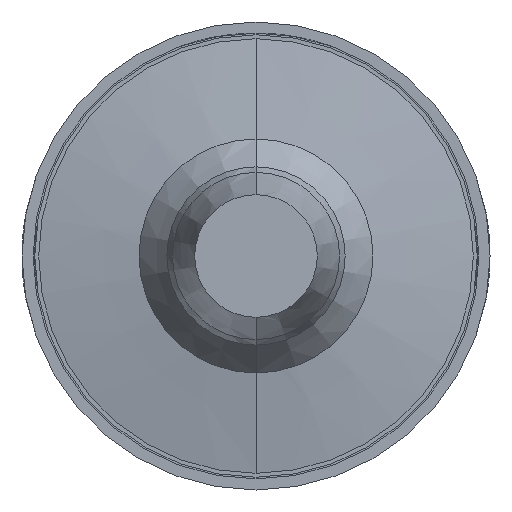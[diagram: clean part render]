
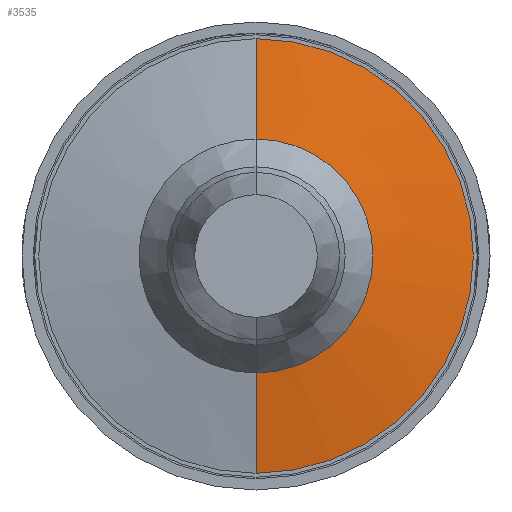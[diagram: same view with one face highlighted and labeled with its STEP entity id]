
A CAD part, front view. The second image highlights one B-rep face of the part: STEP entity #3535.
In plain terms, the highlighted conical face has half-angle 80.134 degrees and reference radius 0.8 mm.
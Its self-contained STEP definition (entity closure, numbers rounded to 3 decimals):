
#239 = DIRECTION ( 'NONE',  ( 0., 0., -1. ) ) ;
#273 = CARTESIAN_POINT ( 'NONE',  ( 0., -29.9, -0.8 ) ) ;
#360 = CARTESIAN_POINT ( 'NONE',  ( 0., -29.9, 0. ) ) ;
#418 = DIRECTION ( 'NONE',  ( 0., 0., -1. ) ) ;
#420 = DIRECTION ( 'NONE',  ( 0., 1., 0. ) ) ;
#888 = CARTESIAN_POINT ( 'NONE',  ( 0., -29.9, -0.8 ) ) ;
#902 = AXIS2_PLACEMENT_3D ( 'NONE', #2346, #2706, #239 ) ;
#1052 = ORIENTED_EDGE ( 'NONE', *, *, #4109, .T. ) ;
#1192 = EDGE_CURVE ( 'NONE', #1938, #2216, #3364, .T. ) ;
#1332 = ORIENTED_EDGE ( 'NONE', *, *, #1192, .F. ) ;
#1366 = VECTOR ( 'NONE', #3039, 1000. ) ;
#1429 = LINE ( 'NONE', #888, #1366 ) ;
#1431 = AXIS2_PLACEMENT_3D ( 'NONE', #360, #2060, #418 ) ;
#1857 = ORIENTED_EDGE ( 'NONE', *, *, #3065, .T. ) ;
#1865 = ORIENTED_EDGE ( 'NONE', *, *, #4888, .F. ) ;
#1938 = VERTEX_POINT ( 'NONE', #2413 ) ;
#2060 = DIRECTION ( 'NONE',  ( 0., -1., 0. ) ) ;
#2216 = VERTEX_POINT ( 'NONE', #2658 ) ;
#2346 = CARTESIAN_POINT ( 'NONE',  ( 0., -29.7, 0. ) ) ;
#2413 = CARTESIAN_POINT ( 'NONE',  ( 0., -29.9, 0.8 ) ) ;
#2658 = CARTESIAN_POINT ( 'NONE',  ( 0., -29.7, 1.95 ) ) ;
#2706 = DIRECTION ( 'NONE',  ( 0., -1., 0. ) ) ;
#2937 = CARTESIAN_POINT ( 'NONE',  ( 0., -29.9, 0. ) ) ;
#2940 = CIRCLE ( 'NONE', #1431, 0.8 ) ;
#3039 = DIRECTION ( 'NONE',  ( 0., 0.171, -0.985 ) ) ;
#3065 = EDGE_CURVE ( 'NONE', #4519, #4355, #1429, .T. ) ;
#3100 = VECTOR ( 'NONE', #4036, 1000. ) ;
#3155 = AXIS2_PLACEMENT_3D ( 'NONE', #2937, #420, #5040 ) ;
#3197 = EDGE_LOOP ( 'NONE', ( #1865, #1857, #1052, #1332 ) ) ;
#3272 = CIRCLE ( 'NONE', #902, 1.95 ) ;
#3364 = LINE ( 'NONE', #4902, #3100 ) ;
#3535 = ADVANCED_FACE ( 'Defeature ausgef�hrt1_33', ( #4853 ), #4272, .T. ) ;
#4036 = DIRECTION ( 'NONE',  ( 0., 0.171, 0.985 ) ) ;
#4109 = EDGE_CURVE ( 'Defeature ausgef�hrt1_33+Defeature ausgef�hrt1_34+Defeature ausgef�hrt1_34+Defeature ausgef�hrt1_34', #4355, #2216, #3272, .T. ) ;
#4272 = CONICAL_SURFACE ( 'NONE', #3155, 0.8, 1.399 ) ;
#4355 = VERTEX_POINT ( 'NONE', #5033 ) ;
#4519 = VERTEX_POINT ( 'NONE', #273 ) ;
#4853 = FACE_OUTER_BOUND ( 'NONE', #3197, .T. ) ;
#4888 = EDGE_CURVE ( 'Defeature ausgef�hrt1_32+Defeature ausgef�hrt1_33+Defeature ausgef�hrt1_33+Defeature ausgef�hrt1_33', #4519, #1938, #2940, .T. ) ;
#4902 = CARTESIAN_POINT ( 'NONE',  ( 0., -29.9, 0.8 ) ) ;
#5033 = CARTESIAN_POINT ( 'NONE',  ( 0., -29.7, -1.95 ) ) ;
#5040 = DIRECTION ( 'NONE',  ( 0., 0., 1. ) ) ;
